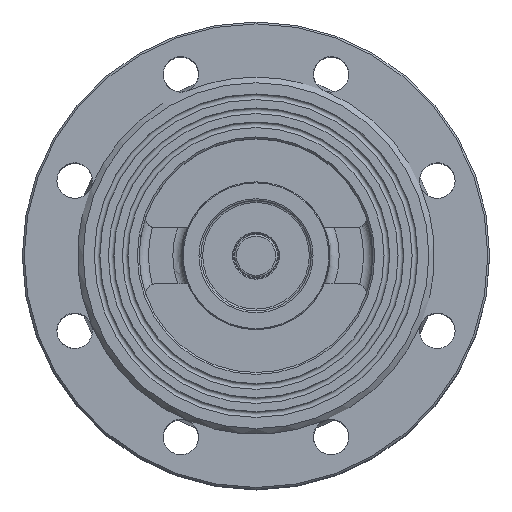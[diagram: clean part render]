
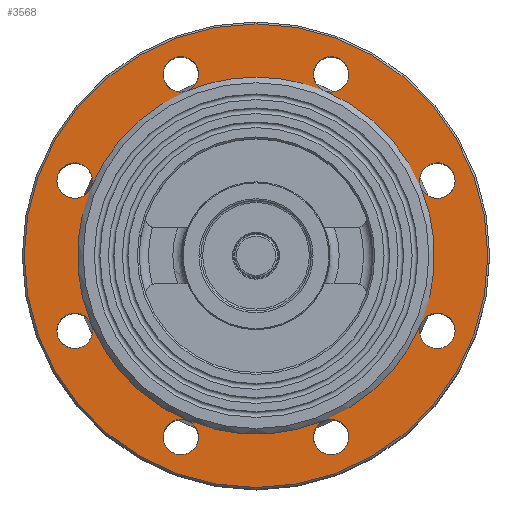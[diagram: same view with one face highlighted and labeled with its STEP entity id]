
A CAD part, top view. The second image highlights one B-rep face of the part: STEP entity #3568.
In plain terms, the highlighted planar face has unit normal (0, 0, 1).
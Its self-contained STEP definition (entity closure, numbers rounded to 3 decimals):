
#165=FACE_BOUND('',#1022,.T.);
#790=FACE_OUTER_BOUND('',#1021,.T.);
#1021=EDGE_LOOP('',(#3012));
#1022=EDGE_LOOP('',(#3013,#3014,#3015,#3016,#3017,#3018,#3019,#3020,#3021,
#3022,#3023,#3024,#3025,#3026,#3027,#3028,#3029,#3030,#3031,#3032,#3033,
#3034,#3035,#3036,#3037));
#1245=CIRCLE('',#3955,9.5);
#1246=CIRCLE('',#3956,9.5);
#1247=CIRCLE('',#3958,9.5);
#1248=CIRCLE('',#3959,9.5);
#1249=CIRCLE('',#3961,9.5);
#1250=CIRCLE('',#3962,9.5);
#1251=CIRCLE('',#3964,9.5);
#1252=CIRCLE('',#3965,9.5);
#1253=CIRCLE('',#3967,9.5);
#1254=CIRCLE('',#3968,9.5);
#1255=CIRCLE('',#3970,9.5);
#1256=CIRCLE('',#3971,9.5);
#1257=CIRCLE('',#3973,9.5);
#1258=CIRCLE('',#3974,9.5);
#1259=CIRCLE('',#3976,9.5);
#1260=CIRCLE('',#3977,9.5);
#1261=CIRCLE('',#3979,124.);
#1262=CIRCLE('',#3980,95.5);
#1263=CIRCLE('',#3981,95.5);
#1264=CIRCLE('',#3982,95.5);
#1265=CIRCLE('',#3983,95.5);
#1266=CIRCLE('',#3984,95.5);
#1267=CIRCLE('',#3985,95.5);
#1268=CIRCLE('',#3986,95.5);
#1269=CIRCLE('',#3987,95.5);
#1270=CIRCLE('',#3988,95.5);
#1586=VERTEX_POINT('',#6798);
#1587=VERTEX_POINT('',#6799);
#1588=VERTEX_POINT('',#6804);
#1589=VERTEX_POINT('',#6805);
#1590=VERTEX_POINT('',#6810);
#1591=VERTEX_POINT('',#6811);
#1592=VERTEX_POINT('',#6816);
#1593=VERTEX_POINT('',#6817);
#1594=VERTEX_POINT('',#6822);
#1595=VERTEX_POINT('',#6823);
#1596=VERTEX_POINT('',#6828);
#1597=VERTEX_POINT('',#6829);
#1598=VERTEX_POINT('',#6834);
#1599=VERTEX_POINT('',#6835);
#1600=VERTEX_POINT('',#6840);
#1601=VERTEX_POINT('',#6841);
#1602=VERTEX_POINT('',#6846);
#1603=VERTEX_POINT('',#6848);
#2059=EDGE_CURVE('',#1586,#1587,#1245,.T.);
#2060=EDGE_CURVE('',#1587,#1586,#1246,.T.);
#2062=EDGE_CURVE('',#1588,#1589,#1247,.T.);
#2063=EDGE_CURVE('',#1589,#1588,#1248,.T.);
#2065=EDGE_CURVE('',#1590,#1591,#1249,.T.);
#2066=EDGE_CURVE('',#1591,#1590,#1250,.T.);
#2068=EDGE_CURVE('',#1592,#1593,#1251,.T.);
#2069=EDGE_CURVE('',#1593,#1592,#1252,.T.);
#2071=EDGE_CURVE('',#1594,#1595,#1253,.T.);
#2072=EDGE_CURVE('',#1595,#1594,#1254,.T.);
#2074=EDGE_CURVE('',#1596,#1597,#1255,.T.);
#2075=EDGE_CURVE('',#1597,#1596,#1256,.T.);
#2077=EDGE_CURVE('',#1598,#1599,#1257,.T.);
#2078=EDGE_CURVE('',#1599,#1598,#1258,.T.);
#2080=EDGE_CURVE('',#1600,#1601,#1259,.T.);
#2081=EDGE_CURVE('',#1601,#1600,#1260,.T.);
#2083=EDGE_CURVE('',#1602,#1602,#1261,.T.);
#2084=EDGE_CURVE('',#1590,#1603,#1262,.T.);
#2085=EDGE_CURVE('',#1598,#1590,#1263,.T.);
#2086=EDGE_CURVE('',#1588,#1598,#1264,.T.);
#2087=EDGE_CURVE('',#1596,#1588,#1265,.T.);
#2088=EDGE_CURVE('',#1586,#1596,#1266,.T.);
#2089=EDGE_CURVE('',#1594,#1586,#1267,.T.);
#2090=EDGE_CURVE('',#1600,#1594,#1268,.T.);
#2091=EDGE_CURVE('',#1592,#1600,#1269,.T.);
#2092=EDGE_CURVE('',#1603,#1592,#1270,.T.);
#3012=ORIENTED_EDGE('',*,*,#2083,.F.);
#3013=ORIENTED_EDGE('',*,*,#2084,.F.);
#3014=ORIENTED_EDGE('',*,*,#2065,.T.);
#3015=ORIENTED_EDGE('',*,*,#2066,.T.);
#3016=ORIENTED_EDGE('',*,*,#2085,.F.);
#3017=ORIENTED_EDGE('',*,*,#2077,.T.);
#3018=ORIENTED_EDGE('',*,*,#2078,.T.);
#3019=ORIENTED_EDGE('',*,*,#2086,.F.);
#3020=ORIENTED_EDGE('',*,*,#2062,.T.);
#3021=ORIENTED_EDGE('',*,*,#2063,.T.);
#3022=ORIENTED_EDGE('',*,*,#2087,.F.);
#3023=ORIENTED_EDGE('',*,*,#2074,.T.);
#3024=ORIENTED_EDGE('',*,*,#2075,.T.);
#3025=ORIENTED_EDGE('',*,*,#2088,.F.);
#3026=ORIENTED_EDGE('',*,*,#2059,.T.);
#3027=ORIENTED_EDGE('',*,*,#2060,.T.);
#3028=ORIENTED_EDGE('',*,*,#2089,.F.);
#3029=ORIENTED_EDGE('',*,*,#2071,.T.);
#3030=ORIENTED_EDGE('',*,*,#2072,.T.);
#3031=ORIENTED_EDGE('',*,*,#2090,.F.);
#3032=ORIENTED_EDGE('',*,*,#2080,.T.);
#3033=ORIENTED_EDGE('',*,*,#2081,.T.);
#3034=ORIENTED_EDGE('',*,*,#2091,.F.);
#3035=ORIENTED_EDGE('',*,*,#2068,.T.);
#3036=ORIENTED_EDGE('',*,*,#2069,.T.);
#3037=ORIENTED_EDGE('',*,*,#2092,.F.);
#3204=PLANE('',#3978);
#3568=ADVANCED_FACE('',(#790,#165),#3204,.T.);
#3955=AXIS2_PLACEMENT_3D('',#6800,#4887,#4888);
#3956=AXIS2_PLACEMENT_3D('',#6801,#4889,#4890);
#3958=AXIS2_PLACEMENT_3D('',#6806,#4894,#4895);
#3959=AXIS2_PLACEMENT_3D('',#6807,#4896,#4897);
#3961=AXIS2_PLACEMENT_3D('',#6812,#4901,#4902);
#3962=AXIS2_PLACEMENT_3D('',#6813,#4903,#4904);
#3964=AXIS2_PLACEMENT_3D('',#6818,#4908,#4909);
#3965=AXIS2_PLACEMENT_3D('',#6819,#4910,#4911);
#3967=AXIS2_PLACEMENT_3D('',#6824,#4915,#4916);
#3968=AXIS2_PLACEMENT_3D('',#6825,#4917,#4918);
#3970=AXIS2_PLACEMENT_3D('',#6830,#4922,#4923);
#3971=AXIS2_PLACEMENT_3D('',#6831,#4924,#4925);
#3973=AXIS2_PLACEMENT_3D('',#6836,#4929,#4930);
#3974=AXIS2_PLACEMENT_3D('',#6837,#4931,#4932);
#3976=AXIS2_PLACEMENT_3D('',#6842,#4936,#4937);
#3977=AXIS2_PLACEMENT_3D('',#6843,#4938,#4939);
#3978=AXIS2_PLACEMENT_3D('',#6845,#4941,#4942);
#3979=AXIS2_PLACEMENT_3D('',#6847,#4943,#4944);
#3980=AXIS2_PLACEMENT_3D('',#6849,#4945,#4946);
#3981=AXIS2_PLACEMENT_3D('',#6850,#4947,#4948);
#3982=AXIS2_PLACEMENT_3D('',#6851,#4949,#4950);
#3983=AXIS2_PLACEMENT_3D('',#6852,#4951,#4952);
#3984=AXIS2_PLACEMENT_3D('',#6853,#4953,#4954);
#3985=AXIS2_PLACEMENT_3D('',#6854,#4955,#4956);
#3986=AXIS2_PLACEMENT_3D('',#6855,#4957,#4958);
#3987=AXIS2_PLACEMENT_3D('',#6856,#4959,#4960);
#3988=AXIS2_PLACEMENT_3D('',#6857,#4961,#4962);
#4887=DIRECTION('center_axis',(0.,0.,-1.));
#4888=DIRECTION('ref_axis',(1.,0.,0.));
#4889=DIRECTION('center_axis',(0.,0.,-1.));
#4890=DIRECTION('ref_axis',(1.,0.,0.));
#4894=DIRECTION('center_axis',(0.,0.,-1.));
#4895=DIRECTION('ref_axis',(1.,0.,0.));
#4896=DIRECTION('center_axis',(0.,0.,-1.));
#4897=DIRECTION('ref_axis',(1.,0.,0.));
#4901=DIRECTION('center_axis',(0.,0.,-1.));
#4902=DIRECTION('ref_axis',(1.,0.,0.));
#4903=DIRECTION('center_axis',(0.,0.,-1.));
#4904=DIRECTION('ref_axis',(1.,0.,0.));
#4908=DIRECTION('center_axis',(0.,0.,-1.));
#4909=DIRECTION('ref_axis',(1.,0.,0.));
#4910=DIRECTION('center_axis',(0.,0.,-1.));
#4911=DIRECTION('ref_axis',(1.,0.,0.));
#4915=DIRECTION('center_axis',(0.,0.,-1.));
#4916=DIRECTION('ref_axis',(1.,0.,0.));
#4917=DIRECTION('center_axis',(0.,0.,-1.));
#4918=DIRECTION('ref_axis',(1.,0.,0.));
#4922=DIRECTION('center_axis',(0.,0.,-1.));
#4923=DIRECTION('ref_axis',(1.,0.,0.));
#4924=DIRECTION('center_axis',(0.,0.,-1.));
#4925=DIRECTION('ref_axis',(1.,0.,0.));
#4929=DIRECTION('center_axis',(0.,0.,-1.));
#4930=DIRECTION('ref_axis',(1.,0.,0.));
#4931=DIRECTION('center_axis',(0.,0.,-1.));
#4932=DIRECTION('ref_axis',(1.,0.,0.));
#4936=DIRECTION('center_axis',(0.,0.,-1.));
#4937=DIRECTION('ref_axis',(1.,0.,0.));
#4938=DIRECTION('center_axis',(0.,0.,-1.));
#4939=DIRECTION('ref_axis',(1.,0.,0.));
#4941=DIRECTION('center_axis',(0.,0.,1.));
#4942=DIRECTION('ref_axis',(1.,0.,0.));
#4943=DIRECTION('center_axis',(0.,0.,-1.));
#4944=DIRECTION('ref_axis',(0.,-1.,0.));
#4945=DIRECTION('center_axis',(0.,0.,1.));
#4946=DIRECTION('ref_axis',(0.,-1.,0.));
#4947=DIRECTION('center_axis',(0.,0.,1.));
#4948=DIRECTION('ref_axis',(0.,-1.,0.));
#4949=DIRECTION('center_axis',(0.,0.,1.));
#4950=DIRECTION('ref_axis',(0.,-1.,0.));
#4951=DIRECTION('center_axis',(0.,0.,1.));
#4952=DIRECTION('ref_axis',(0.,-1.,0.));
#4953=DIRECTION('center_axis',(0.,0.,1.));
#4954=DIRECTION('ref_axis',(0.,-1.,0.));
#4955=DIRECTION('center_axis',(0.,0.,1.));
#4956=DIRECTION('ref_axis',(0.,-1.,0.));
#4957=DIRECTION('center_axis',(0.,0.,1.));
#4958=DIRECTION('ref_axis',(0.,-1.,0.));
#4959=DIRECTION('center_axis',(0.,0.,1.));
#4960=DIRECTION('ref_axis',(0.,-1.,0.));
#4961=DIRECTION('center_axis',(0.,0.,1.));
#4962=DIRECTION('ref_axis',(0.,-1.,0.));
#6798=CARTESIAN_POINT('',(-36.546,-88.23,-3.));
#6799=CARTESIAN_POINT('',(-49.682,-97.007,-3.));
#6800=CARTESIAN_POINT('Origin',(-40.182,-97.007,-3.));
#6801=CARTESIAN_POINT('Origin',(-40.182,-97.007,-3.));
#6804=CARTESIAN_POINT('',(88.23,-36.546,-3.));
#6805=CARTESIAN_POINT('',(87.507,-40.182,-3.));
#6806=CARTESIAN_POINT('Origin',(97.007,-40.182,-3.));
#6807=CARTESIAN_POINT('Origin',(97.007,-40.182,-3.));
#6810=CARTESIAN_POINT('',(36.546,88.23,-3.));
#6811=CARTESIAN_POINT('',(30.682,97.007,-3.));
#6812=CARTESIAN_POINT('Origin',(40.182,97.007,-3.));
#6813=CARTESIAN_POINT('Origin',(40.182,97.007,-3.));
#6816=CARTESIAN_POINT('',(-36.546,88.23,-3.));
#6817=CARTESIAN_POINT('',(-49.682,97.007,-3.));
#6818=CARTESIAN_POINT('Origin',(-40.182,97.007,-3.));
#6819=CARTESIAN_POINT('Origin',(-40.182,97.007,-3.));
#6822=CARTESIAN_POINT('',(-88.23,-36.546,-3.));
#6823=CARTESIAN_POINT('',(-106.507,-40.182,-3.));
#6824=CARTESIAN_POINT('Origin',(-97.007,-40.182,-3.));
#6825=CARTESIAN_POINT('Origin',(-97.007,-40.182,-3.));
#6828=CARTESIAN_POINT('',(36.546,-88.23,-3.));
#6829=CARTESIAN_POINT('',(30.682,-97.007,-3.));
#6830=CARTESIAN_POINT('Origin',(40.182,-97.007,-3.));
#6831=CARTESIAN_POINT('Origin',(40.182,-97.007,-3.));
#6834=CARTESIAN_POINT('',(88.23,36.546,-3.));
#6835=CARTESIAN_POINT('',(87.507,40.182,-3.));
#6836=CARTESIAN_POINT('Origin',(97.007,40.182,-3.));
#6837=CARTESIAN_POINT('Origin',(97.007,40.182,-3.));
#6840=CARTESIAN_POINT('',(-88.23,36.546,-3.));
#6841=CARTESIAN_POINT('',(-106.507,40.182,-3.));
#6842=CARTESIAN_POINT('Origin',(-97.007,40.182,-3.));
#6843=CARTESIAN_POINT('Origin',(-97.007,40.182,-3.));
#6845=CARTESIAN_POINT('Origin',(0.,92.5,-3.));
#6846=CARTESIAN_POINT('',(0.,124.,-3.));
#6847=CARTESIAN_POINT('Origin',(0.,0.,-3.));
#6848=CARTESIAN_POINT('',(0.,95.5,-3.));
#6849=CARTESIAN_POINT('Origin',(0.,0.,-3.));
#6850=CARTESIAN_POINT('Origin',(0.,0.,-3.));
#6851=CARTESIAN_POINT('Origin',(0.,0.,-3.));
#6852=CARTESIAN_POINT('Origin',(0.,0.,-3.));
#6853=CARTESIAN_POINT('Origin',(0.,0.,-3.));
#6854=CARTESIAN_POINT('Origin',(0.,0.,-3.));
#6855=CARTESIAN_POINT('Origin',(0.,0.,-3.));
#6856=CARTESIAN_POINT('Origin',(0.,0.,-3.));
#6857=CARTESIAN_POINT('Origin',(0.,0.,-3.));
